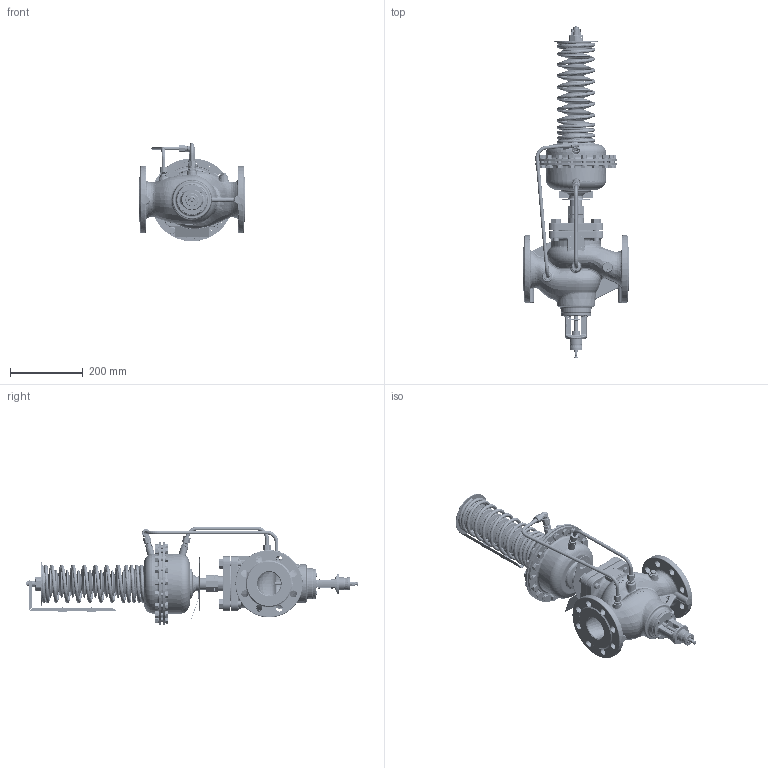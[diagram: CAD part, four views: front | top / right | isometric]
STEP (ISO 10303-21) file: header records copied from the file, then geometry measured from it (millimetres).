
FILE_DESCRIPTION((''),'2;1');
FILE_NAME('003G5570_AFQMP2_PN25_DN65_ASM','2022-03-29T16:23:23',('U369265'),(''),'CREO PARAMETRIC BY PTC INC, 2020342','CREO PARAMETRIC BY PTC INC, 2020342','');
FILE_SCHEMA(('CONFIG_CONTROL_DESIGN'));
Products named in the file (63): 88650560_VALVE_B_VFQM_DN65_PN25; 88651330_SPINDLE_CV_DN65-80_1; 88650770_VALVE_C_VFG_DN65_PN25_; 88651200_YOKE_BODY_DN65_100_1; HEX_SCREW_DIN933_M06X18_1; 5184024_1; 88652800_POINTER_VFQM_1; 88652260_SETT_SCREW_DN65-100_1; 54590510_O_R20X3_1; 88652700_FLOW_SCALE_DN65_1; 54591020_88X3_1; 51817881_SCREW_SF_M3X5_1; 54540510_1; 188610240_1; WALTER_CONNECTION_1; WALTER_PROFILE_RING_1; WALTER_CONNECTION_NUT_1; 8863078_ASM_1_ASM; 88653210_VFQM_DN65_PN25_ASM_1_ASM; 88670090_HOUSING160_PN40_MINUS_; 88673400_TUBE_FI38X10X62_MINUS_; 88671680_PRESSURE_CONNEC-170278; WELD_PRESS_CON_6MM_1; WELD_160_6MM_INST_AF0_1; WELD_160_6MM_2_INST_AF0_1; 88671490_COVER160_PN40_MINUS_AS_ASM; 88670080_HOUSING160_PN40_PLUS_A; 88673410_TUBE_FI38X10X33_AF1_1; 88671680_PRESSURE_CONNEC-184060; WELD_PRESS_CON_6MM_AF1_1; WELD_160_6MM_INST_1; WELD_160_6MM_2_INST_1; 88671480_COVER160_PN40_PLUS_ASM_ASM; 88670600_CONNECTING_NUT_G1_1_4_; 88671040_SETTING_SPINDLE_PA_1; 88670800_SETTING_NUT_IPA_1; 88670300_SPRING_HOLDER_PA_1; 5454051_1; 88630310_ORIFICE_D1_0_DA_00_1; 88630620_TUBE_CONN_D1_0_DA_00_A_ASM ...
Assembly tree (149 placements, depth 6):
  003G5570_AFQMP2_PN25_DN65_ASM
    003G5570_AFQMP2_PN25_DN65_ASM_1_ASM
      88653210_VFQM_DN65_PN25_ASM_1_ASM
        88650560_VALVE_B_VFQM_DN65_PN25
        88651330_SPINDLE_CV_DN65-80_1
        88650770_VALVE_C_VFG_DN65_PN25_
        88651200_YOKE_BODY_DN65_100_1
        HEX_SCREW_DIN933_M06X18_1  x4
        5184024_1  x4
        88652800_POINTER_VFQM_1
        88652260_SETT_SCREW_DN65-100_1
        54590510_O_R20X3_1
        88652700_FLOW_SCALE_DN65_1
        54591020_88X3_1
        51817881_SCREW_SF_M3X5_1  x2
        54540510_1  x3
        188610240_1
        8863078_ASM_1_ASM  x2
          WALTER_CONNECTION_1
          WALTER_PROFILE_RING_1
          WALTER_CONNECTION_NUT_1
      003G5622_AFP2_PN40_160CM2_BLUE__ASM
        88671490_COVER160_PN40_MINUS_AS_ASM
          88670090_HOUSING160_PN40_MINUS_
          88673400_TUBE_FI38X10X62_MINUS_
          88671680_PRESSURE_CONNEC-170278
          WELD_PRESS_CON_6MM_1
          WELD_160_6MM_INST_AF0_1
          WELD_160_6MM_2_INST_AF0_1
        88671480_COVER160_PN40_PLUS_ASM_ASM
          88670080_HOUSING160_PN40_PLUS_A
          88673410_TUBE_FI38X10X33_AF1_1
          88671680_PRESSURE_CONNEC-184060
          WELD_PRESS_CON_6MM_AF1_1
          WELD_160_6MM_INST_1
          WELD_160_6MM_2_INST_1
        88670600_CONNECTING_NUT_G1_1_4_
        88671040_SETTING_SPINDLE_PA_1
        88670800_SETTING_NUT_IPA_1
        88670300_SPRING_HOLDER_PA_1
        5454051_1  x2
        88630620_TUBE_CONN_D1_0_DA_00_A_ASM  x2
          8863078_ASM_1_ASM
            WALTER_CONNECTION_1
            WALTER_PROFILE_RING_1
            WALTER_CONNECTION_NUT_1
          88630310_ORIFICE_D1_0_DA_00_1
        51817250_1
        51018011_1  x18
        52017500_1  x36
        51917340_1  x18
        8867345_SCALE_HOLDER_PA_1
        8867348_SETTING_SCALE_PA_1  x2
        88673470_SQUARE_NUT_HOLDER_PA_1  x2
        88673820_1
        88673810_LABEL_PLATE_PA_1
        51817260_SCREW_BN33_1  x2
        88674300_RUBBER_BELLOW_AF66_1
        88673840_1
        88670640_DISASSEMBLY_BRACKET_PA
Bounding box: 290 x 912.7 x 270.6 mm (x, y, z)
Volume: 4786340.6 mm3; surface area: 1515747.2 mm2
Topology: 148 solids, 148 shells, 6913 faces, 17809 edges, 11326 vertices
Faces by surface type: plane 2972, cylinder 1438, cone 1240, torus 601, bspline 519, extrusion 92, sphere 46, revolution 5
Entity records: 234021 total; most frequent: CARTESIAN_POINT 112579, ORIENTED_EDGE 26462, DIRECTION 23287, EDGE_CURVE 13231, AXIS2_PLACEMENT_3D 8585, VERTEX_POINT 8520, VECTOR 6112, LINE 6020
